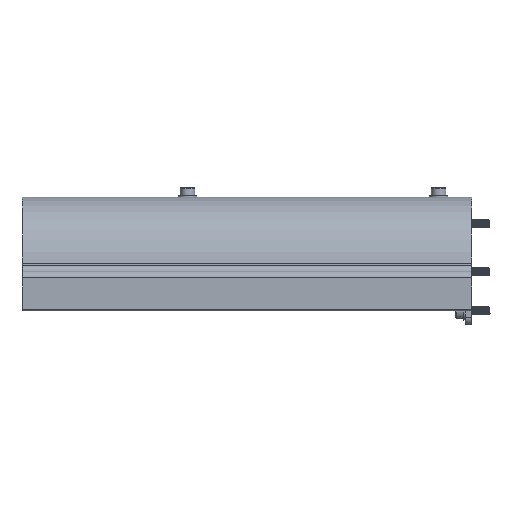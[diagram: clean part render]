
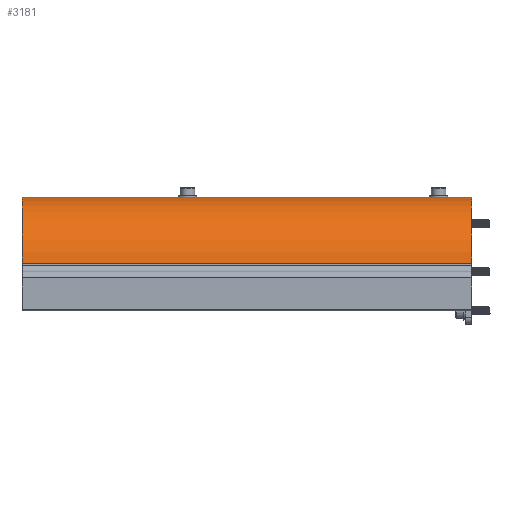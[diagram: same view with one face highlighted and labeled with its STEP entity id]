
A CAD part, top view. The second image highlights one B-rep face of the part: STEP entity #3181.
In plain terms, the highlighted cylindrical face has radius 28 mm (diameter 56 mm), a partial arc.
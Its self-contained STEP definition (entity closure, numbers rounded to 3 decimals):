
#422=FACE_OUTER_BOUND('',#603,.T.);
#603=EDGE_LOOP('',(#2165,#2166,#2167,#2168));
#815=LINE('',#4864,#988);
#816=LINE('',#4868,#989);
#988=VECTOR('',#3892,170.);
#989=VECTOR('',#3897,2.5);
#1157=CIRCLE('',#3425,28.);
#1168=CIRCLE('',#3441,28.);
#1325=VERTEX_POINT('',#4820);
#1326=VERTEX_POINT('',#4822);
#1342=VERTEX_POINT('',#4862);
#1343=VERTEX_POINT('',#4866);
#1648=EDGE_CURVE('',#1325,#1326,#1157,.T.);
#1669=EDGE_CURVE('',#1342,#1325,#815,.T.);
#1670=EDGE_CURVE('',#1342,#1343,#1168,.T.);
#1671=EDGE_CURVE('',#1343,#1326,#816,.T.);
#2165=ORIENTED_EDGE('',*,*,#1648,.F.);
#2166=ORIENTED_EDGE('',*,*,#1669,.F.);
#2167=ORIENTED_EDGE('',*,*,#1670,.T.);
#2168=ORIENTED_EDGE('',*,*,#1671,.T.);
#3089=CYLINDRICAL_SURFACE('',#3440,28.);
#3181=ADVANCED_FACE('',(#422),#3089,.T.);
#3425=AXIS2_PLACEMENT_3D('',#4823,#3852,#3853);
#3440=AXIS2_PLACEMENT_3D('',#4865,#3893,#3894);
#3441=AXIS2_PLACEMENT_3D('',#4867,#3895,#3896);
#3852=DIRECTION('center_axis',(-1.,0.,0.));
#3853=DIRECTION('ref_axis',(0.,1.,0.));
#3892=DIRECTION('',(-1.,0.,0.));
#3893=DIRECTION('center_axis',(1.,0.,0.));
#3894=DIRECTION('ref_axis',(0.,1.,0.));
#3895=DIRECTION('center_axis',(-1.,0.,0.));
#3896=DIRECTION('ref_axis',(0.,1.,0.));
#3897=DIRECTION('',(-1.,0.,0.));
#4820=CARTESIAN_POINT('',(-247.25,210.25,389.839));
#4822=CARTESIAN_POINT('',(-247.25,235.25,362.));
#4823=CARTESIAN_POINT('Origin',(-247.25,207.25,362.));
#4862=CARTESIAN_POINT('',(-77.25,210.25,389.839));
#4864=CARTESIAN_POINT('',(-247.25,210.25,389.839));
#4865=CARTESIAN_POINT('Origin',(-74.75,207.25,362.));
#4866=CARTESIAN_POINT('',(-77.25,235.25,362.));
#4867=CARTESIAN_POINT('Origin',(-77.25,207.25,362.));
#4868=CARTESIAN_POINT('',(-124.75,235.25,362.));
